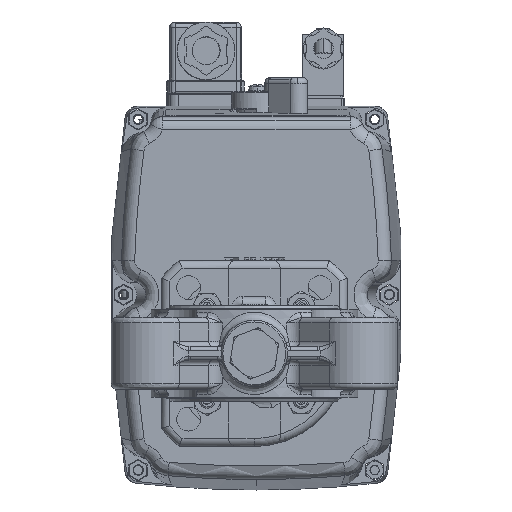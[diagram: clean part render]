
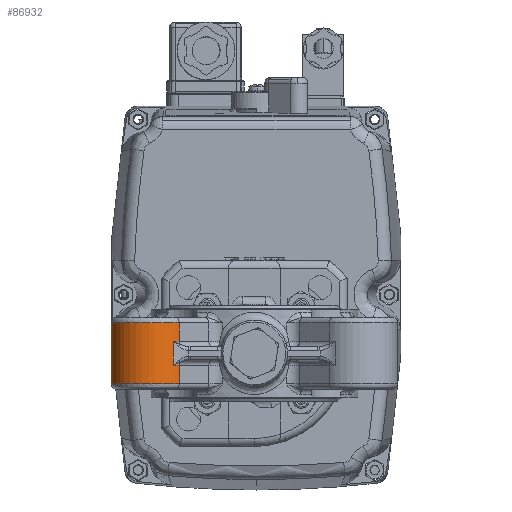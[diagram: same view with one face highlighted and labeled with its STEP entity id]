
A CAD part, front view. The second image highlights one B-rep face of the part: STEP entity #86932.
In plain terms, the highlighted cylindrical face has radius 15 mm (diameter 30 mm), a partial arc.
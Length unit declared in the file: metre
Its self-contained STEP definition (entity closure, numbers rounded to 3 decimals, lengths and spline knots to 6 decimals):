
#493 = DIRECTION ( 'NONE',  ( 1., 0., 0. ) ) ;
#4296 = DIRECTION ( 'NONE',  ( 1., 0., 0. ) ) ;
#5143 = CARTESIAN_POINT ( 'NONE',  ( -0.082458, -0.090727, 0.230519 ) ) ;
#6071 = EDGE_CURVE ( 'NONE', #36301, #66372, #28153, .T. ) ;
#7766 = CARTESIAN_POINT ( 'NONE',  ( -0.067458, -0.090727, 0.207519 ) ) ;
#8520 = VERTEX_POINT ( 'NONE', #56698 ) ;
#9903 = EDGE_CURVE ( 'NONE', #86509, #8520, #19391, .T. ) ;
#12115 = DIRECTION ( 'NONE',  ( 0., 0., -1. ) ) ;
#16708 = DIRECTION ( 'NONE',  ( 0., 0., -1. ) ) ;
#17860 = CARTESIAN_POINT ( 'NONE',  ( -0.058967, -0.103093, 0.232519 ) ) ;
#19391 = LINE ( 'NONE', #17860, #100093 ) ;
#19406 = CARTESIAN_POINT ( 'NONE',  ( -0.082458, -0.090727, 0.232519 ) ) ;
#20604 = CARTESIAN_POINT ( 'NONE',  ( -0.067458, -0.090727, 0.232519 ) ) ;
#21115 = FACE_OUTER_BOUND ( 'NONE', #23067, .T. ) ;
#22630 = ORIENTED_EDGE ( 'NONE', *, *, #52116, .T. ) ;
#22986 = EDGE_CURVE ( 'NONE', #35847, #87681, #98797, .T. ) ;
#23067 = EDGE_LOOP ( 'NONE', ( #77325, #55939, #76013, #73379, #43295, #31187, #22630, #73267 ) ) ;
#26748 = DIRECTION ( 'NONE',  ( 0., 0., -1. ) ) ;
#27814 = CARTESIAN_POINT ( 'NONE',  ( -0.067458, -0.090727, 0.230519 ) ) ;
#28153 = CIRCLE ( 'NONE', #41507, 0.015 ) ;
#29020 = EDGE_CURVE ( 'NONE', #36301, #73399, #84056, .T. ) ;
#31187 = ORIENTED_EDGE ( 'NONE', *, *, #9903, .T. ) ;
#31259 = CARTESIAN_POINT ( 'NONE',  ( -0.056851, -0.101334, 0.230519 ) ) ;
#31410 = CARTESIAN_POINT ( 'NONE',  ( -0.056851, -0.101334, 0.214519 ) ) ;
#32194 = CARTESIAN_POINT ( 'NONE',  ( -0.056851, -0.101334, 0.223519 ) ) ;
#35806 = DIRECTION ( 'NONE',  ( -1., 0., 0. ) ) ;
#35847 = VERTEX_POINT ( 'NONE', #100476 ) ;
#35876 = EDGE_CURVE ( 'NONE', #66372, #35847, #98407, .T. ) ;
#36301 = VERTEX_POINT ( 'NONE', #31259 ) ;
#38450 = VECTOR ( 'NONE', #16708, 1. ) ;
#41507 = AXIS2_PLACEMENT_3D ( 'NONE', #27814, #12115, #4296 ) ;
#42937 = DIRECTION ( 'NONE',  ( 0., 0., 1. ) ) ;
#43095 = AXIS2_PLACEMENT_3D ( 'NONE', #61705, #53882, #47559 ) ;
#43295 = ORIENTED_EDGE ( 'NONE', *, *, #97894, .T. ) ;
#44407 = CARTESIAN_POINT ( 'NONE',  ( -0.056851, -0.101334, 0.207519 ) ) ;
#46494 = DIRECTION ( 'NONE',  ( 0., 0., 1. ) ) ;
#47559 = DIRECTION ( 'NONE',  ( 1., 0., 0. ) ) ;
#49604 = VECTOR ( 'NONE', #26748, 1. ) ;
#50574 = AXIS2_PLACEMENT_3D ( 'NONE', #20604, #53020, #35806 ) ;
#52116 = EDGE_CURVE ( 'NONE', #8520, #73399, #68151, .T. ) ;
#53020 = DIRECTION ( 'NONE',  ( 0., 0., -1. ) ) ;
#53325 = AXIS2_PLACEMENT_3D ( 'NONE', #64259, #78394, #493 ) ;
#53882 = DIRECTION ( 'NONE',  ( 0., 0., 1. ) ) ;
#55939 = ORIENTED_EDGE ( 'NONE', *, *, #35876, .T. ) ;
#56698 = CARTESIAN_POINT ( 'NONE',  ( -0.058967, -0.103093, 0.223519 ) ) ;
#59829 = CYLINDRICAL_SURFACE ( 'NONE', #50574, 0.015 ) ;
#61705 = CARTESIAN_POINT ( 'NONE',  ( -0.067458, -0.090727, 0.223519 ) ) ;
#64259 = CARTESIAN_POINT ( 'NONE',  ( -0.067458, -0.090727, 0.214519 ) ) ;
#66372 = VERTEX_POINT ( 'NONE', #5143 ) ;
#67221 = EDGE_CURVE ( 'NONE', #68101, #87681, #103014, .T. ) ;
#67315 = DIRECTION ( 'NONE',  ( 0., 0., -1. ) ) ;
#68101 = VERTEX_POINT ( 'NONE', #31410 ) ;
#68151 = CIRCLE ( 'NONE', #43095, 0.015 ) ;
#71116 = CARTESIAN_POINT ( 'NONE',  ( -0.058967, -0.103093, 0.214519 ) ) ;
#71552 = DIRECTION ( 'NONE',  ( 1., 0., 0. ) ) ;
#73267 = ORIENTED_EDGE ( 'NONE', *, *, #29020, .F. ) ;
#73379 = ORIENTED_EDGE ( 'NONE', *, *, #67221, .F. ) ;
#73399 = VERTEX_POINT ( 'NONE', #32194 ) ;
#76013 = ORIENTED_EDGE ( 'NONE', *, *, #22986, .T. ) ;
#77325 = ORIENTED_EDGE ( 'NONE', *, *, #6071, .T. ) ;
#78394 = DIRECTION ( 'NONE',  ( 0., 0., -1. ) ) ;
#84056 = LINE ( 'NONE', #92939, #99296 ) ;
#86509 = VERTEX_POINT ( 'NONE', #71116 ) ;
#86932 = ADVANCED_FACE ( 'NONE', ( #21115 ), #59829, .T. ) ;
#87681 = VERTEX_POINT ( 'NONE', #44407 ) ;
#92939 = CARTESIAN_POINT ( 'NONE',  ( -0.056851, -0.101334, 0.232519 ) ) ;
#94666 = CARTESIAN_POINT ( 'NONE',  ( -0.056851, -0.101334, 0.232519 ) ) ;
#95059 = CIRCLE ( 'NONE', #53325, 0.015 ) ;
#97894 = EDGE_CURVE ( 'NONE', #68101, #86509, #95059, .T. ) ;
#98407 = LINE ( 'NONE', #19406, #49604 ) ;
#98797 = CIRCLE ( 'NONE', #100440, 0.015 ) ;
#99296 = VECTOR ( 'NONE', #67315, 1. ) ;
#100093 = VECTOR ( 'NONE', #42937, 1. ) ;
#100440 = AXIS2_PLACEMENT_3D ( 'NONE', #7766, #46494, #71552 ) ;
#100476 = CARTESIAN_POINT ( 'NONE',  ( -0.082458, -0.090727, 0.207519 ) ) ;
#103014 = LINE ( 'NONE', #94666, #38450 ) ;
